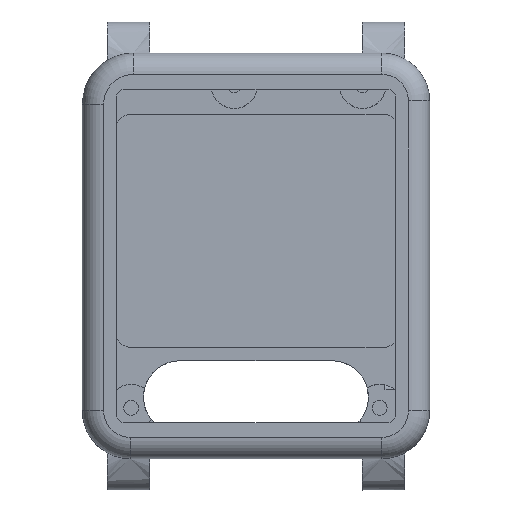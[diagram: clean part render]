
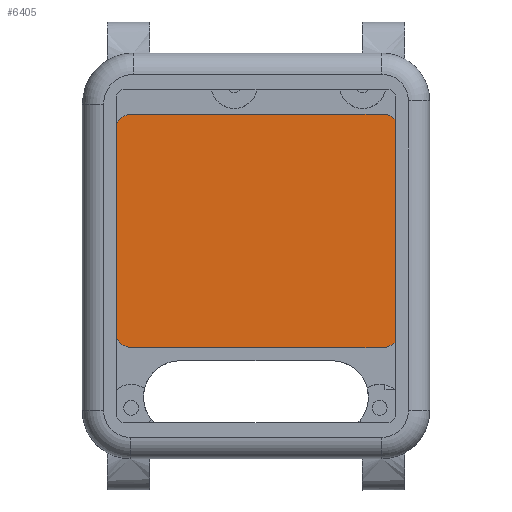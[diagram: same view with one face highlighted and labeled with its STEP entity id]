
A CAD part, top view. The second image highlights one B-rep face of the part: STEP entity #6405.
In plain terms, the highlighted planar face has unit normal (0, 0, 1).
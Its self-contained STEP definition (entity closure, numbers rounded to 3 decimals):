
#110=CIRCLE('',#6614,1.75);
#112=CIRCLE('',#6618,1.75);
#114=CIRCLE('',#6622,1.75);
#116=CIRCLE('',#6626,1.75);
#779=LINE('',#12250,#1247);
#784=LINE('',#12263,#1252);
#788=LINE('',#12275,#1256);
#792=LINE('',#12287,#1260);
#1247=VECTOR('',#7342,10.);
#1252=VECTOR('',#7355,10.);
#1256=VECTOR('',#7367,10.);
#1260=VECTOR('',#7379,10.);
#1626=FACE_OUTER_BOUND('',#1989,.T.);
#1989=EDGE_LOOP('',(#5446,#5447,#5448,#5449,#5450,#5451,#5452,#5453));
#2967=VERTEX_POINT('',#12247);
#2968=VERTEX_POINT('',#12249);
#2970=VERTEX_POINT('',#12255);
#2972=VERTEX_POINT('',#12261);
#2974=VERTEX_POINT('',#12267);
#2976=VERTEX_POINT('',#12273);
#2978=VERTEX_POINT('',#12279);
#2980=VERTEX_POINT('',#12285);
#3831=EDGE_CURVE('',#2967,#2968,#779,.T.);
#3835=EDGE_CURVE('',#2970,#2967,#110,.T.);
#3838=EDGE_CURVE('',#2972,#2970,#784,.T.);
#3841=EDGE_CURVE('',#2974,#2972,#112,.T.);
#3844=EDGE_CURVE('',#2976,#2974,#788,.T.);
#3847=EDGE_CURVE('',#2978,#2976,#114,.T.);
#3850=EDGE_CURVE('',#2980,#2978,#792,.T.);
#3852=EDGE_CURVE('',#2968,#2980,#116,.T.);
#5446=ORIENTED_EDGE('',*,*,#3852,.F.);
#5447=ORIENTED_EDGE('',*,*,#3831,.F.);
#5448=ORIENTED_EDGE('',*,*,#3835,.F.);
#5449=ORIENTED_EDGE('',*,*,#3838,.F.);
#5450=ORIENTED_EDGE('',*,*,#3841,.F.);
#5451=ORIENTED_EDGE('',*,*,#3844,.F.);
#5452=ORIENTED_EDGE('',*,*,#3847,.F.);
#5453=ORIENTED_EDGE('',*,*,#3850,.F.);
#6114=PLANE('',#6627);
#6405=ADVANCED_FACE('',(#1626),#6114,.T.);
#6614=AXIS2_PLACEMENT_3D('',#12257,#7349,#7350);
#6618=AXIS2_PLACEMENT_3D('',#12269,#7361,#7362);
#6622=AXIS2_PLACEMENT_3D('',#12281,#7373,#7374);
#6626=AXIS2_PLACEMENT_3D('',#12290,#7384,#7385);
#6627=AXIS2_PLACEMENT_3D('',#12291,#7386,#7387);
#7342=DIRECTION('',(-1.,0.,0.));
#7349=DIRECTION('center_axis',(0.,0.,-1.));
#7350=DIRECTION('ref_axis',(0.,-1.,0.));
#7355=DIRECTION('',(0.,-1.,0.));
#7361=DIRECTION('center_axis',(0.,0.,
-1.));
#7362=DIRECTION('ref_axis',(1.,0.,0.));
#7367=DIRECTION('',(1.,0.,0.));
#7373=DIRECTION('center_axis',(0.,0.,
-1.));
#7374=DIRECTION('ref_axis',(0.,1.,0.));
#7379=DIRECTION('',(0.,1.,0.));
#7384=DIRECTION('center_axis',(0.,0.,
-1.));
#7385=DIRECTION('ref_axis',(-1.,0.,0.));
#7386=DIRECTION('center_axis',(0.,0.,1.));
#7387=DIRECTION('ref_axis',(-1.,0.,0.));
#12247=CARTESIAN_POINT('',(-2.478,8.472,-9.5));
#12249=CARTESIAN_POINT('',(-25.978,8.472,-9.5));
#12250=CARTESIAN_POINT('',(-25.978,8.472,-9.5));
#12255=CARTESIAN_POINT('',(-0.728,10.222,-9.5));
#12257=CARTESIAN_POINT('Origin',(-2.478,10.222,-9.5));
#12261=CARTESIAN_POINT('',(-0.728,28.722,-9.5));
#12263=CARTESIAN_POINT('',(-0.728,10.222,-9.5));
#12267=CARTESIAN_POINT('',(-2.478,30.472,-9.5));
#12269=CARTESIAN_POINT('Origin',(-2.478,28.722,-9.5));
#12273=CARTESIAN_POINT('',(-25.978,30.472,-9.5));
#12275=CARTESIAN_POINT('',(-2.478,30.472,-9.5));
#12279=CARTESIAN_POINT('',(-27.728,28.722,-9.5));
#12281=CARTESIAN_POINT('Origin',(-25.978,28.722,-9.5));
#12285=CARTESIAN_POINT('',(-27.728,10.222,-9.5));
#12287=CARTESIAN_POINT('',(-27.728,28.722,-9.5));
#12290=CARTESIAN_POINT('Origin',(-25.978,10.222,-9.5));
#12291=CARTESIAN_POINT('Origin',(-14.228,19.472,-9.5));
